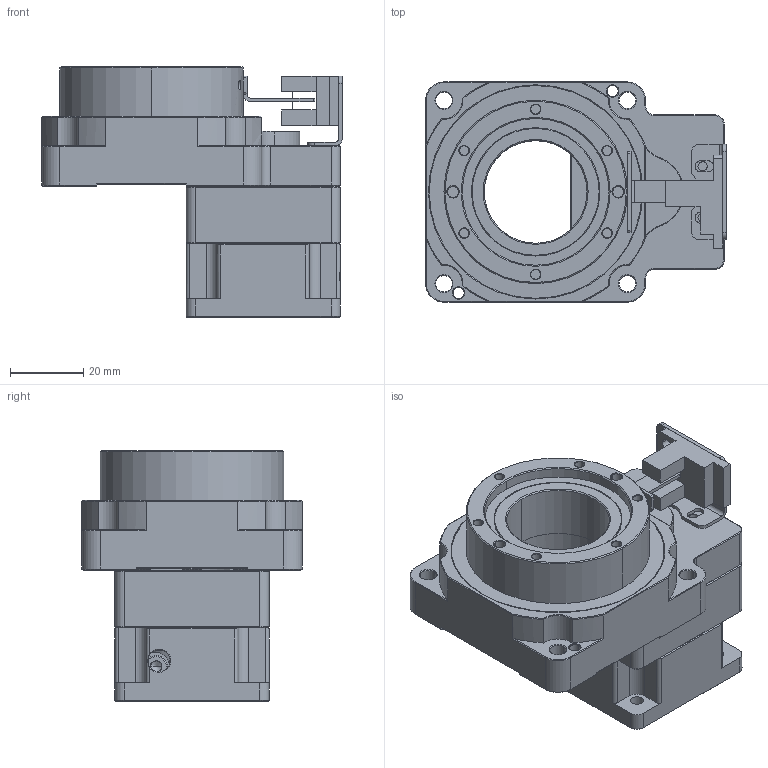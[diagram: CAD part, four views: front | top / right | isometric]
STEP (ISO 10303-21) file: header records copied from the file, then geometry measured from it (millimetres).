
FILE_DESCRIPTION(/* description */ (''),/* implementation_level */ '2;1');
FILE_NAME(/* name */ 'DTN060-10-5-22-口31-3.5.stp',/* time_stamp */ '2023-05-29T11:01:02+08:00',/* author */ (''),/* organization */ (''),/* preprocessor_version */ 'ST-DEVELOPER v16.7',/* originating_system */ 'SIEMENS PLM Software NX 12.0',/* authorisation */ '');
FILE_SCHEMA (('AUTOMOTIVE_DESIGN { 1 0 10303 214 3 1 1 1 }'));
Length unit declared in the file: millimetre
Products named in the file (1): LZP14C46DFDebi9
Bounding box: 82 x 60 x 68.2 mm (x, y, z)
Volume: 124174.6 mm3; surface area: 53688.5 mm2
Topology: 14 solids, 14 shells, 786 faces, 2055 edges, 1344 vertices
Faces by surface type: plane 308, cylinder 287, cone 170, torus 14, bspline 7
Full cylindrical faces by diameter (mm): 3.5 x4, 5 x1, 8 x1, 10 x1, 22 x1, 30 x1
Entity records: 25495 total; most frequent: CARTESIAN_POINT 5355, DIRECTION 4408, ORIENTED_EDGE 4072, EDGE_CURVE 2036, AXIS2_PLACEMENT_3D 1729, VERTEX_POINT 1341, LINE 950, VECTOR 950
